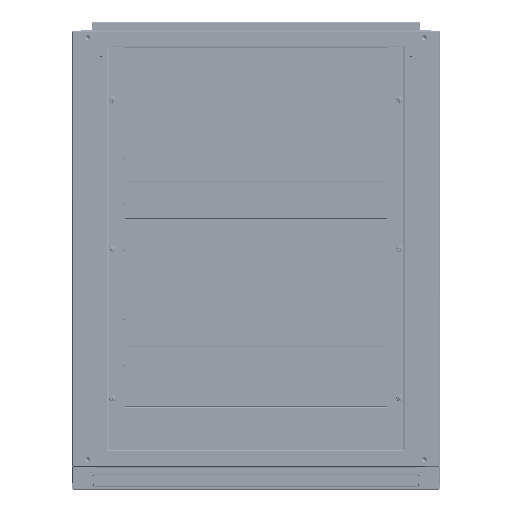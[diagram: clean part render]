
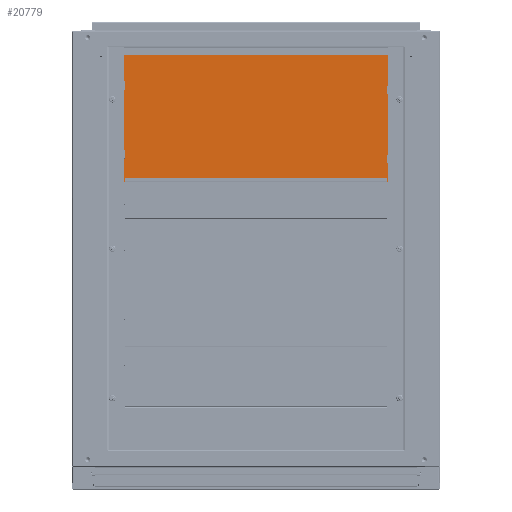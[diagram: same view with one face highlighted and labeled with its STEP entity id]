
A CAD part, front view. The second image highlights one B-rep face of the part: STEP entity #20779.
In plain terms, the highlighted face is planar.
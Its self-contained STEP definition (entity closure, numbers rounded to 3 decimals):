
#211 = VERTEX_POINT ( 'NONE', #13578 ) ;
#1085 = EDGE_CURVE ( 'NONE', #4145, #50870, #36416, .T. ) ;
#2196 = EDGE_CURVE ( 'NONE', #65444, #56307, #47844, .T. ) ;
#2705 = DIRECTION ( 'NONE',  ( -1., 0., 0. ) ) ;
#4145 = VERTEX_POINT ( 'NONE', #17448 ) ;
#4438 = VERTEX_POINT ( 'NONE', #57876 ) ;
#6843 = CARTESIAN_POINT ( 'NONE',  ( -300., 0., -149. ) ) ;
#8910 = FACE_OUTER_BOUND ( 'NONE', #61108, .T. ) ;
#10098 = VECTOR ( 'NONE', #20186, 1000. ) ;
#12022 = VECTOR ( 'NONE', #43161, 1000. ) ;
#13578 = CARTESIAN_POINT ( 'NONE',  ( -285., 0., 149. ) ) ;
#14798 = EDGE_CURVE ( 'NONE', #35854, #56583, #27465, .T. ) ;
#15954 = ORIENTED_EDGE ( 'NONE', *, *, #57789, .T. ) ;
#16777 = CARTESIAN_POINT ( 'NONE',  ( -285., 0., 147.25 ) ) ;
#17448 = CARTESIAN_POINT ( 'NONE',  ( 285., 0., 147.25 ) ) ;
#17578 = CARTESIAN_POINT ( 'NONE',  ( -300., 0., -149. ) ) ;
#19663 = EDGE_CURVE ( 'NONE', #50870, #211, #73050, .T. ) ;
#19713 = VECTOR ( 'NONE', #54297, 1000. ) ;
#20186 = DIRECTION ( 'NONE',  ( 0., 0., 1. ) ) ;
#20779 = ADVANCED_FACE ( 'NONE', ( #8910 ), #31534, .T. ) ;
#21423 = LINE ( 'NONE', #46682, #40108 ) ;
#22443 = EDGE_CURVE ( 'NONE', #56583, #211, #60213, .T. ) ;
#24637 = CARTESIAN_POINT ( 'NONE',  ( 300., 0., -149. ) ) ;
#27349 = CARTESIAN_POINT ( 'NONE',  ( -300., 0., 149. ) ) ;
#27465 = LINE ( 'NONE', #6843, #60977 ) ;
#30298 = LINE ( 'NONE', #51938, #41123 ) ;
#31534 = PLANE ( 'NONE',  #42650 ) ;
#31705 = CARTESIAN_POINT ( 'NONE',  ( 300., 0., 149. ) ) ;
#33726 = VECTOR ( 'NONE', #72862, 1000. ) ;
#33793 = ORIENTED_EDGE ( 'NONE', *, *, #14798, .T. ) ;
#33871 = ORIENTED_EDGE ( 'NONE', *, *, #51425, .T. ) ;
#34015 = DIRECTION ( 'NONE',  ( 0., 0., -1. ) ) ;
#35049 = ORIENTED_EDGE ( 'NONE', *, *, #1085, .F. ) ;
#35854 = VERTEX_POINT ( 'NONE', #17578 ) ;
#36416 = LINE ( 'NONE', #66956, #19713 ) ;
#37669 = EDGE_CURVE ( 'NONE', #4438, #4145, #52472, .T. ) ;
#37870 = DIRECTION ( 'NONE',  ( 0., 0., 1. ) ) ;
#39769 = ORIENTED_EDGE ( 'NONE', *, *, #19663, .F. ) ;
#39917 = ORIENTED_EDGE ( 'NONE', *, *, #2196, .T. ) ;
#40108 = VECTOR ( 'NONE', #2705, 1000. ) ;
#40360 = CARTESIAN_POINT ( 'NONE',  ( 300., 0., -149. ) ) ;
#41123 = VECTOR ( 'NONE', #77211, 1000. ) ;
#42650 = AXIS2_PLACEMENT_3D ( 'NONE', #31705, #75543, #37870 ) ;
#43161 = DIRECTION ( 'NONE',  ( 1., 0., 0. ) ) ;
#46222 = ORIENTED_EDGE ( 'NONE', *, *, #22443, .T. ) ;
#46682 = CARTESIAN_POINT ( 'NONE',  ( -300., 0., -149. ) ) ;
#47581 = CARTESIAN_POINT ( 'NONE',  ( 285., 0., 149. ) ) ;
#47844 = LINE ( 'NONE', #40360, #77341 ) ;
#50836 = DIRECTION ( 'NONE',  ( 0., 0., 1. ) ) ;
#50870 = VERTEX_POINT ( 'NONE', #16777 ) ;
#51425 = EDGE_CURVE ( 'NONE', #56307, #35854, #21423, .T. ) ;
#51533 = CARTESIAN_POINT ( 'NONE',  ( -285., 0., 147.25 ) ) ;
#51938 = CARTESIAN_POINT ( 'NONE',  ( -300., 0., 149. ) ) ;
#52472 = LINE ( 'NONE', #47581, #33726 ) ;
#54297 = DIRECTION ( 'NONE',  ( -1., 0., 0. ) ) ;
#56307 = VERTEX_POINT ( 'NONE', #24637 ) ;
#56583 = VERTEX_POINT ( 'NONE', #27349 ) ;
#57789 = EDGE_CURVE ( 'NONE', #4438, #65444, #30298, .T. ) ;
#57876 = CARTESIAN_POINT ( 'NONE',  ( 285., 0., 149. ) ) ;
#58994 = ORIENTED_EDGE ( 'NONE', *, *, #37669, .F. ) ;
#60213 = LINE ( 'NONE', #80783, #12022 ) ;
#60977 = VECTOR ( 'NONE', #50836, 1000. ) ;
#61108 = EDGE_LOOP ( 'NONE', ( #35049, #58994, #15954, #39917, #33871, #33793, #46222, #39769 ) ) ;
#65444 = VERTEX_POINT ( 'NONE', #74318 ) ;
#66956 = CARTESIAN_POINT ( 'NONE',  ( 285., 0., 147.25 ) ) ;
#72862 = DIRECTION ( 'NONE',  ( 0., 0., -1. ) ) ;
#73050 = LINE ( 'NONE', #51533, #10098 ) ;
#74318 = CARTESIAN_POINT ( 'NONE',  ( 300., 0., 149. ) ) ;
#75543 = DIRECTION ( 'NONE',  ( 0., 1., 0. ) ) ;
#77211 = DIRECTION ( 'NONE',  ( 1., 0., 0. ) ) ;
#77341 = VECTOR ( 'NONE', #34015, 1000. ) ;
#80783 = CARTESIAN_POINT ( 'NONE',  ( -300., 0., 149. ) ) ;
